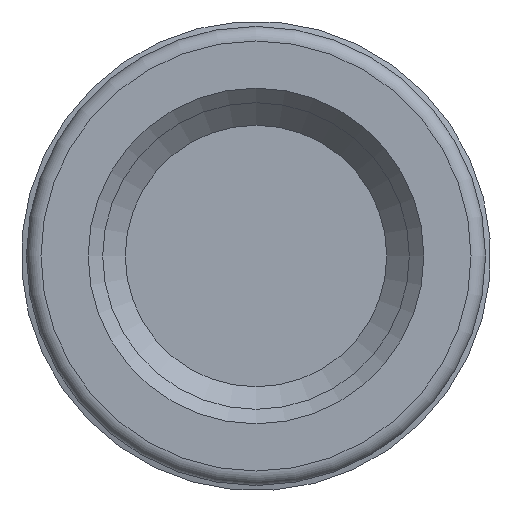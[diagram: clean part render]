
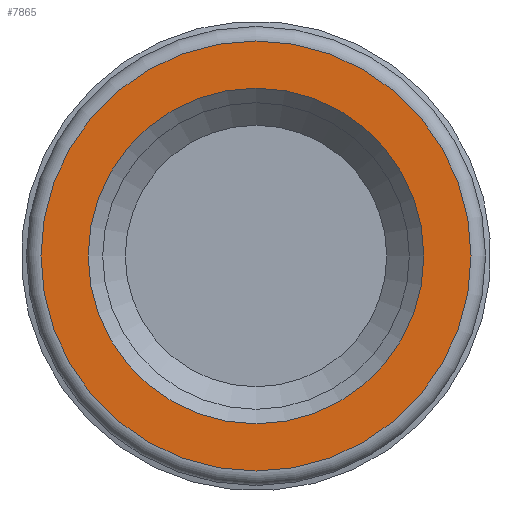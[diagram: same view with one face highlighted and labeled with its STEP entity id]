
A CAD part, left-side view. The second image highlights one B-rep face of the part: STEP entity #7865.
In plain terms, the highlighted planar face has unit normal (-1, 0, 0).
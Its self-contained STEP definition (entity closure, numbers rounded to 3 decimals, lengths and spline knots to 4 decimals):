
#1720=FACE_BOUND('',#2790,.T.);
#2316=FACE_OUTER_BOUND('',#2789,.T.);
#2789=EDGE_LOOP('',(#5433));
#2790=EDGE_LOOP('',(#5434));
#3344=CIRCLE('',#8337,7.4);
#3349=CIRCLE('',#8347,5.775);
#3494=VERTEX_POINT('',#9976);
#3499=VERTEX_POINT('',#9991);
#4276=EDGE_CURVE('',#3494,#3494,#3344,.T.);
#4281=EDGE_CURVE('',#3499,#3499,#3349,.T.);
#5433=ORIENTED_EDGE('',*,*,#4276,.F.);
#5434=ORIENTED_EDGE('',*,*,#4281,.F.);
#7712=PLANE('',#8346);
#7865=ADVANCED_FACE('',(#2316,#1720),#7712,.T.);
#8337=AXIS2_PLACEMENT_3D('',#9977,#8752,#8753);
#8346=AXIS2_PLACEMENT_3D('',#9990,#8770,#8771);
#8347=AXIS2_PLACEMENT_3D('',#9992,#8772,#8773);
#8752=DIRECTION('center_axis',(1.,0.,0.));
#8753=DIRECTION('ref_axis',(0.,-1.,0.));
#8770=DIRECTION('center_axis',(-1.,0.,0.));
#8771=DIRECTION('ref_axis',(0.,0.,1.));
#8772=DIRECTION('center_axis',(-1.,0.,0.));
#8773=DIRECTION('ref_axis',(0.,-1.,0.));
#9976=CARTESIAN_POINT('',(0.,7.4,0.));
#9977=CARTESIAN_POINT('Origin',(0.,0.,0.));
#9990=CARTESIAN_POINT('Origin',(0.,6.5875,0.));
#9991=CARTESIAN_POINT('',(0.,5.775,0.));
#9992=CARTESIAN_POINT('Origin',(0.,0.,0.));
